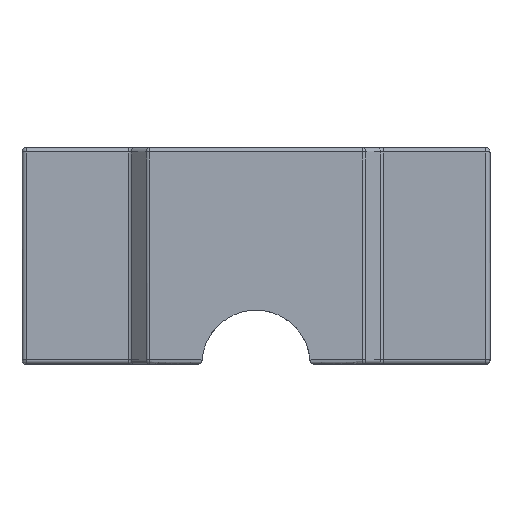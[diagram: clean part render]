
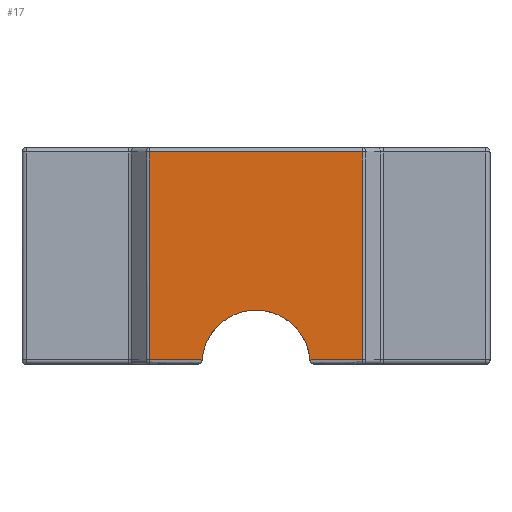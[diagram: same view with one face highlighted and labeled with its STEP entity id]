
A CAD part, top view. The second image highlights one B-rep face of the part: STEP entity #17.
In plain terms, the highlighted planar face has unit normal (0, 0, 1).
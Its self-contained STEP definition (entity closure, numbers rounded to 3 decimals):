
#17=ADVANCED_FACE('',(#97),#1095,.T.);
#97=FACE_OUTER_BOUND('',#177,.T.);
#177=EDGE_LOOP('',(#257,#258,#259,#260,#261,#262));
#257=ORIENTED_EDGE('',*,*,#611,.T.);
#258=ORIENTED_EDGE('',*,*,#613,.T.);
#259=ORIENTED_EDGE('',*,*,#597,.T.);
#260=ORIENTED_EDGE('',*,*,#614,.T.);
#261=ORIENTED_EDGE('',*,*,#615,.F.);
#262=ORIENTED_EDGE('',*,*,#612,.F.);
#597=EDGE_CURVE('',#939,#938,#845,.T.);
#611=EDGE_CURVE('',#954,#955,#779,.T.);
#612=EDGE_CURVE('',#954,#956,#780,.T.);
#613=EDGE_CURVE('',#955,#939,#781,.T.);
#614=EDGE_CURVE('',#938,#957,#782,.T.);
#615=EDGE_CURVE('',#956,#957,#783,.T.);
#779=B_SPLINE_CURVE_WITH_KNOTS('',1,(#1970,#1971),.UNSPECIFIED.,.F.,.F.,
(2,2),(0.1,4.9),.UNSPECIFIED.);
#780=B_SPLINE_CURVE_WITH_KNOTS('',1,(#1972,#1973),.UNSPECIFIED.,.F.,.F.,
(2,2),(0.041,4.959),.UNSPECIFIED.);
#781=B_SPLINE_CURVE_WITH_KNOTS('',1,(#1974,#1975),.UNSPECIFIED.,.F.,.F.,
(2,2),(0.041,1.254),.UNSPECIFIED.);
#782=B_SPLINE_CURVE_WITH_KNOTS('',1,(#1976,#1977),.UNSPECIFIED.,.F.,.F.,
(2,2),(-0.004,1.209),.UNSPECIFIED.);
#783=B_SPLINE_CURVE_WITH_KNOTS('',1,(#1978,#1979),.UNSPECIFIED.,.F.,.F.,
(2,2),(0.1,4.9),.UNSPECIFIED.);
#845=(
BOUNDED_CURVE()
B_SPLINE_CURVE(2,(#1896,#1897,#1898,#1899,#1900),.UNSPECIFIED.,.F.,.F.)
B_SPLINE_CURVE_WITH_KNOTS((3,2,3),(-3.818,-1.963,-0.109),
 .UNSPECIFIED.)
CURVE()
GEOMETRIC_REPRESENTATION_ITEM()
RATIONAL_B_SPLINE_CURVE((1.,0.735,1.,0.735,1.))
REPRESENTATION_ITEM('')
);
#938=VERTEX_POINT('',#1804);
#939=VERTEX_POINT('',#1805);
#954=VERTEX_POINT('',#1820);
#955=VERTEX_POINT('',#1821);
#956=VERTEX_POINT('',#1822);
#957=VERTEX_POINT('',#1823);
#1095=PLANE('',#1198);
#1198=AXIS2_PLACEMENT_3D('',#1237,#1217,$);
#1217=DIRECTION('',(0.,0.,1.));
#1237=CARTESIAN_POINT('',(-2.5,-2.5,0.9));
#1804=CARTESIAN_POINT('',(1.246,-2.4,0.9));
#1805=CARTESIAN_POINT('',(-1.246,-2.4,0.9));
#1820=CARTESIAN_POINT('',(-2.459,2.4,0.9));
#1821=CARTESIAN_POINT('',(-2.459,-2.4,0.9));
#1822=CARTESIAN_POINT('',(2.459,2.4,0.9));
#1823=CARTESIAN_POINT('',(2.459,-2.4,0.9));
#1896=CARTESIAN_POINT('',(-1.246,-2.4,0.9));
#1897=CARTESIAN_POINT('',(-1.154,-1.25,0.9));
#1898=CARTESIAN_POINT('',(0.,-1.25,0.9));
#1899=CARTESIAN_POINT('',(1.154,-1.25,0.9));
#1900=CARTESIAN_POINT('',(1.246,-2.4,0.9));
#1970=CARTESIAN_POINT('',(-2.459,2.4,0.9));
#1971=CARTESIAN_POINT('',(-2.459,-2.4,0.9));
#1972=CARTESIAN_POINT('',(-2.459,2.4,0.9));
#1973=CARTESIAN_POINT('',(2.459,2.4,0.9));
#1974=CARTESIAN_POINT('',(-2.459,-2.4,0.9));
#1975=CARTESIAN_POINT('',(-1.246,-2.4,0.9));
#1976=CARTESIAN_POINT('',(1.246,-2.4,0.9));
#1977=CARTESIAN_POINT('',(2.459,-2.4,0.9));
#1978=CARTESIAN_POINT('',(2.459,2.4,0.9));
#1979=CARTESIAN_POINT('',(2.459,-2.4,0.9));
